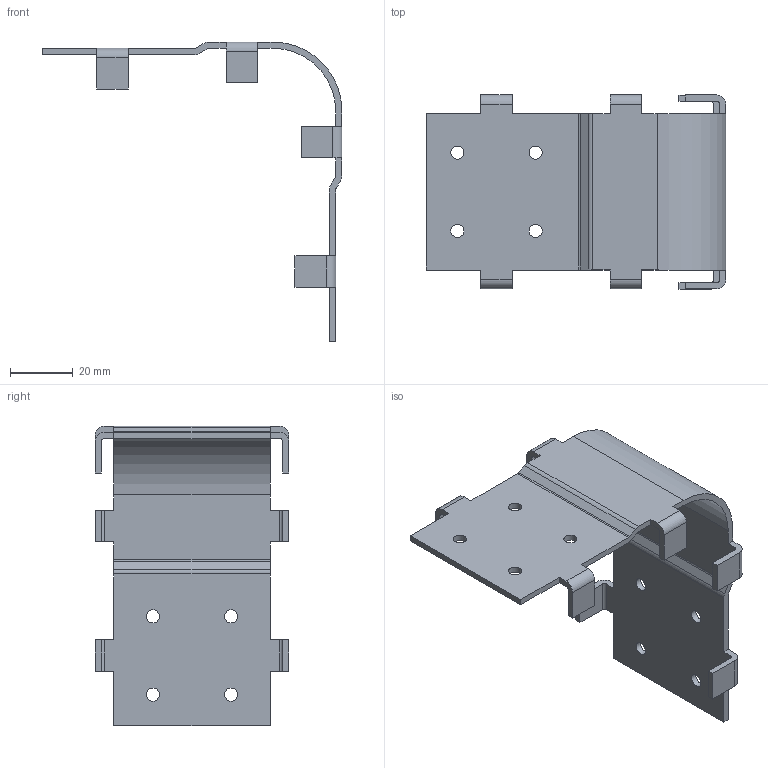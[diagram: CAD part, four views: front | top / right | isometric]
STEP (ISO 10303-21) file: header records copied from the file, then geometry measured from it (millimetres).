
FILE_DESCRIPTION(('HOOPS Exchange Step'),'2;1');
FILE_NAME('export-C050F5E4-450B-4EAC-BF0A-A1C12A6EBF33.stp','2022-04-23T22:15:33+03:00',('othaa'),('Alibre'),'HOOPS Exchange 2020.1','Alibre','Unknown authorisation');
FILE_SCHEMA( ('AP242_MANAGED_MODEL_BASED_3D_ENGINEERING_MIM_LF {1 0 10303 442 1 1 4 }') );
Length unit declared in the file: millimetre
Products named in the file (1): Corner ground
Bounding box: 95.83 x 62 x 95.83 mm (x, y, z)
Volume: 20523.7 mm3; surface area: 22177.8 mm2
Topology: 1 solids, 1 shells, 98 faces, 304 edges, 208 vertices
Faces by surface type: plane 64, cylinder 34
Full cylindrical faces by diameter (mm): 4.2 x8
Entity records: 3482 total; most frequent: CARTESIAN_POINT 612, ORIENTED_EDGE 608, DIRECTION 588, EDGE_CURVE 304, VECTOR 220, LINE 220, VERTEX_POINT 208, AXIS2_PLACEMENT_3D 184
